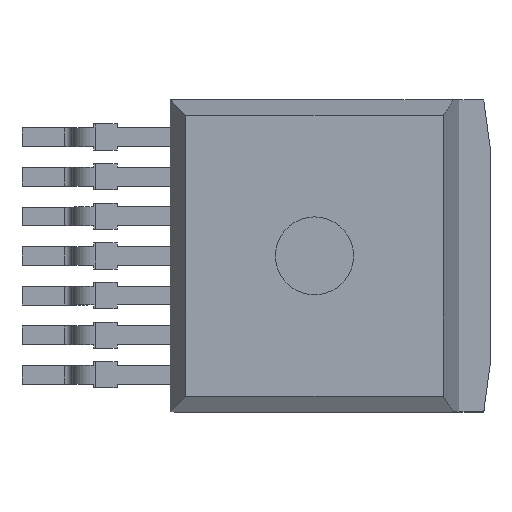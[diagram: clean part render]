
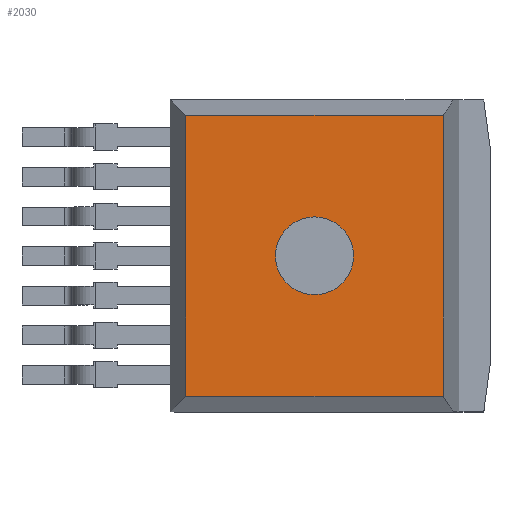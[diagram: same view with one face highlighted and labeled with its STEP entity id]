
A CAD part, top view. The second image highlights one B-rep face of the part: STEP entity #2030.
In plain terms, the highlighted planar face has unit normal (0, 0, 1).
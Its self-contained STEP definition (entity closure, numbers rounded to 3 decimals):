
#807 = VERTEX_POINT('',#808);
#808 = CARTESIAN_POINT('',(-2.25,-4.5,4.42));
#814 = EDGE_CURVE('',#807,#815,#817,.T.);
#815 = VERTEX_POINT('',#816);
#816 = CARTESIAN_POINT('',(6.,-4.5,4.42));
#817 = LINE('',#818,#819);
#818 = CARTESIAN_POINT('',(-2.25,-4.5,4.42));
#819 = VECTOR('',#820,1.);
#820 = DIRECTION('',(1.,0.,0.));
#837 = EDGE_CURVE('',#815,#838,#840,.T.);
#838 = VERTEX_POINT('',#839);
#839 = CARTESIAN_POINT('',(6.,4.5,4.42));
#840 = LINE('',#841,#842);
#841 = CARTESIAN_POINT('',(6.,-5.,4.42));
#842 = VECTOR('',#843,1.);
#843 = DIRECTION('',(0.,1.,0.));
#890 = EDGE_CURVE('',#891,#807,#893,.T.);
#891 = VERTEX_POINT('',#892);
#892 = CARTESIAN_POINT('',(-2.25,4.5,4.42));
#893 = LINE('',#894,#895);
#894 = CARTESIAN_POINT('',(-2.25,5.,4.42));
#895 = VECTOR('',#896,1.);
#896 = DIRECTION('',(0.,-1.,0.));
#2030 = ADVANCED_FACE('',(#2031,#2042),#2053,.F.);
#2031 = FACE_BOUND('',#2032,.F.);
#2032 = EDGE_LOOP('',(#2033,#2034,#2040,#2041));
#2033 = ORIENTED_EDGE('',*,*,#890,.F.);
#2034 = ORIENTED_EDGE('',*,*,#2035,.F.);
#2035 = EDGE_CURVE('',#838,#891,#2036,.T.);
#2036 = LINE('',#2037,#2038);
#2037 = CARTESIAN_POINT('',(6.,4.5,4.42));
#2038 = VECTOR('',#2039,1.);
#2039 = DIRECTION('',(-1.,0.,0.));
#2040 = ORIENTED_EDGE('',*,*,#837,.F.);
#2041 = ORIENTED_EDGE('',*,*,#814,.F.);
#2042 = FACE_BOUND('',#2043,.F.);
#2043 = EDGE_LOOP('',(#2044));
#2044 = ORIENTED_EDGE('',*,*,#2045,.F.);
#2045 = EDGE_CURVE('',#2046,#2046,#2048,.T.);
#2046 = VERTEX_POINT('',#2047);
#2047 = CARTESIAN_POINT('',(0.625,0.,4.42));
#2048 = CIRCLE('',#2049,1.25);
#2049 = AXIS2_PLACEMENT_3D('',#2050,#2051,#2052);
#2050 = CARTESIAN_POINT('',(1.875,0.,4.42));
#2051 = DIRECTION('',(0.,0.,-1.));
#2052 = DIRECTION('',(-1.,0.,0.));
#2053 = PLANE('',#2054);
#2054 = AXIS2_PLACEMENT_3D('',#2055,#2056,#2057);
#2055 = CARTESIAN_POINT('',(-2.75,-5.,4.42));
#2056 = DIRECTION('',(0.,0.,-1.));
#2057 = DIRECTION('',(-1.,0.,0.));
